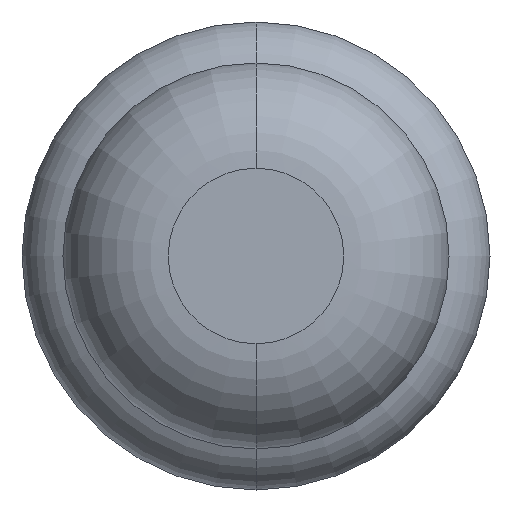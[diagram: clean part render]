
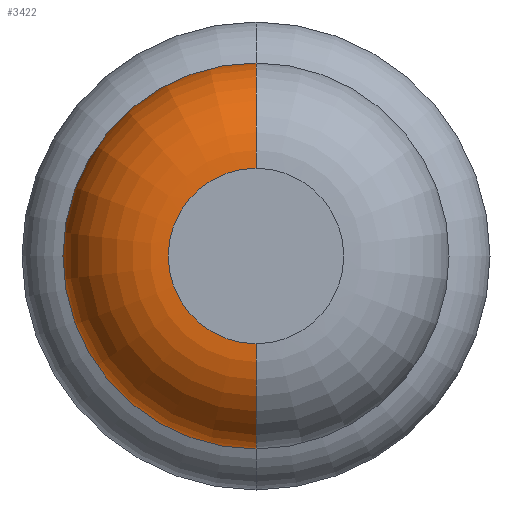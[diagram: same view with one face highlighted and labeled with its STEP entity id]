
A CAD part, front view. The second image highlights one B-rep face of the part: STEP entity #3422.
In plain terms, the highlighted toroidal (fillet/blend) face has major radius 0.375 mm and minor radius 0.45 mm.
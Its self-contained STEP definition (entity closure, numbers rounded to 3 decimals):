
#22 = CIRCLE ( 'NONE', #2828, 0.45 ) ;
#92 = DIRECTION ( 'NONE',  ( 0., 1., 0. ) ) ;
#113 = DIRECTION ( 'NONE',  ( 0., 0., 1. ) ) ;
#117 = ORIENTED_EDGE ( 'NONE', *, *, #2870, .T. ) ;
#252 = DIRECTION ( 'NONE',  ( 0., 0., 1. ) ) ;
#390 = VERTEX_POINT ( 'NONE', #2325 ) ;
#491 = TOROIDAL_SURFACE ( 'NONE', #1071, 0.375, 0.45 ) ;
#553 = CARTESIAN_POINT ( 'NONE',  ( 0., -26., 0. ) ) ;
#589 = CARTESIAN_POINT ( 'NONE',  ( 0., -25.55, -0.375 ) ) ;
#636 = ORIENTED_EDGE ( 'NONE', *, *, #2626, .T. ) ;
#657 = DIRECTION ( 'NONE',  ( 0., 0., 1. ) ) ;
#1071 = AXIS2_PLACEMENT_3D ( 'NONE', #2034, #3368, #113 ) ;
#1271 = VERTEX_POINT ( 'NONE', #2603 ) ;
#1356 = EDGE_CURVE ( 'NONE', #1271, #1464, #22, .T. ) ;
#1443 = DIRECTION ( 'NONE',  ( 0., 0., 1. ) ) ;
#1464 = VERTEX_POINT ( 'NONE', #3257 ) ;
#1469 = CIRCLE ( 'NONE', #1480, 0.375 ) ;
#1480 = AXIS2_PLACEMENT_3D ( 'NONE', #553, #2397, #252 ) ;
#1742 = DIRECTION ( 'NONE',  ( -1., 0., 0. ) ) ;
#1744 = EDGE_LOOP ( 'NONE', ( #2951, #636, #117, #3241 ) ) ;
#2034 = CARTESIAN_POINT ( 'NONE',  ( 0., -25.55, 0. ) ) ;
#2189 = DIRECTION ( 'NONE',  ( 0., 0., -1. ) ) ;
#2232 = CIRCLE ( 'NONE', #2448, 0.825 ) ;
#2243 = CARTESIAN_POINT ( 'NONE',  ( 0., -25.55, 0. ) ) ;
#2264 = CARTESIAN_POINT ( 'NONE',  ( 0., -25.55, 0.375 ) ) ;
#2325 = CARTESIAN_POINT ( 'NONE',  ( 0., -25.55, 0.825 ) ) ;
#2397 = DIRECTION ( 'NONE',  ( 0., 1., 0. ) ) ;
#2436 = FACE_OUTER_BOUND ( 'NONE', #1744, .T. ) ;
#2448 = AXIS2_PLACEMENT_3D ( 'NONE', #2243, #92, #657 ) ;
#2485 = DIRECTION ( 'NONE',  ( 1., 0., 0. ) ) ;
#2603 = CARTESIAN_POINT ( 'NONE',  ( 0., -26., -0.375 ) ) ;
#2626 = EDGE_CURVE ( 'Defeature ausgef�hrt4_7+Defeature ausgef�hrt4_6+Defeature ausgef�hrt4_6+Defeature ausgef�hrt4_6', #1271, #2756, #1469, .T. ) ;
#2756 = VERTEX_POINT ( 'NONE', #3513 ) ;
#2809 = AXIS2_PLACEMENT_3D ( 'NONE', #2264, #1742, #1443 ) ;
#2820 = CIRCLE ( 'NONE', #2809, 0.45 ) ;
#2828 = AXIS2_PLACEMENT_3D ( 'NONE', #589, #2485, #2189 ) ;
#2845 = EDGE_CURVE ( 'Defeature ausgef�hrt4_8+Defeature ausgef�hrt4_7+Defeature ausgef�hrt4_7+Defeature ausgef�hrt4_7', #1464, #390, #2232, .T. ) ;
#2870 = EDGE_CURVE ( 'NONE', #2756, #390, #2820, .T. ) ;
#2951 = ORIENTED_EDGE ( 'NONE', *, *, #1356, .F. ) ;
#3241 = ORIENTED_EDGE ( 'NONE', *, *, #2845, .F. ) ;
#3257 = CARTESIAN_POINT ( 'NONE',  ( 0., -25.55, -0.825 ) ) ;
#3368 = DIRECTION ( 'NONE',  ( 0., 1., 0. ) ) ;
#3422 = ADVANCED_FACE ( 'Defeature ausgef�hrt4_7', ( #2436 ), #491, .T. ) ;
#3513 = CARTESIAN_POINT ( 'NONE',  ( 0., -26., 0.375 ) ) ;
